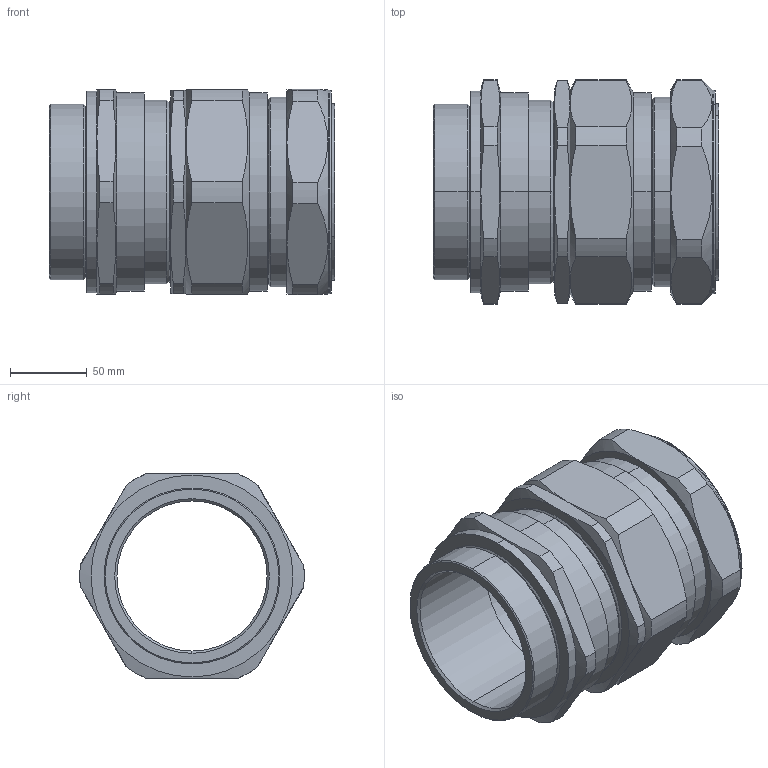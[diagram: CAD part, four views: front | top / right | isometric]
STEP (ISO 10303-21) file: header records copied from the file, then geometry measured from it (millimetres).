
FILE_DESCRIPTION (( 'STEP AP203' ), '1' );
FILE_NAME ('115E%1RA.STEP', '2021-04-21T12:48:25', ( '' ), ( '' ), 'SwSTEP 2.0', 'SolidWorks 2017', '' );
FILE_SCHEMA (( 'CONFIG_CONTROL_DESIGN' ));
Length unit declared in the file: millimetre
Products named in the file (1): 115E%1RA
Bounding box: 186.3 x 146.71 x 134.1 mm (x, y, z)
Volume: 886014.5 mm3; surface area: 167889.5 mm2
Topology: 1 solids, 1 shells, 153 faces, 372 edges, 230 vertices
Faces by surface type: cylinder 50, cone 50, plane 47, torus 6
Entity records: 4993 total; most frequent: CARTESIAN_POINT 1340, DIRECTION 770, ORIENTED_EDGE 744, EDGE_CURVE 372, AXIS2_PLACEMENT_3D 320, VERTEX_POINT 230, CIRCLE 166, EDGE_LOOP 164
